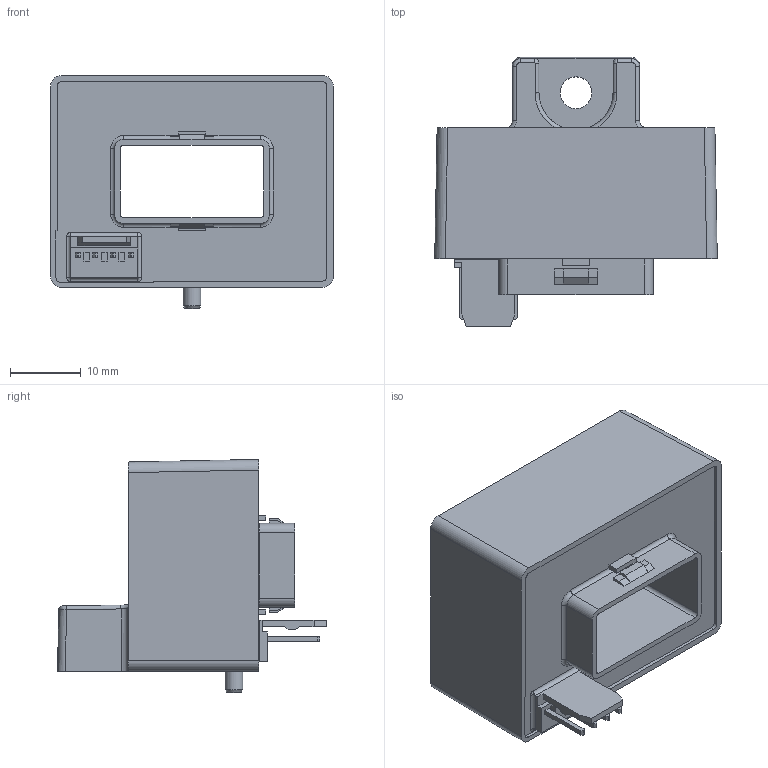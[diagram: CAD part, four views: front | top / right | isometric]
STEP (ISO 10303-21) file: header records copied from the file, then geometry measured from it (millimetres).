
FILE_DESCRIPTION(/* description */ ('Unknown'),/* implementation_level */ '2;1');
FILE_NAME(/* name */ 'LA37S600S05KM',/* time_stamp */ '2025-01-09T10:44:22+02:00',/* author */ ('Unknown'),/* organization */ ('Unknown'),/* preprocessor_version */ 'ST-DEVELOPER v18.102',/* originating_system */ 'Solid Edge',/* authorisation */ 'Unknown');
FILE_SCHEMA (('AUTOMOTIVE_DESIGN {1 0 10303 214 3 1 1}'));
Length unit declared in the file: millimetre
Products named in the file (1): LA37S600S05KM
Bounding box: 40 x 38.1 x 33 mm (x, y, z)
Volume: 18998.9 mm3; surface area: 7523.1 mm2
Topology: 1 solids, 1 shells, 219 faces, 575 edges, 370 vertices
Faces by surface type: plane 143, cylinder 59, bspline 8, torus 8, cone 1
Full cylindrical faces by diameter (mm): 2.535 x1, 4.5 x1
Entity records: 8298 total; most frequent: CARTESIAN_POINT 1284, ORIENTED_EDGE 1134, DIRECTION 1127, EDGE_CURVE 567, LINE 421, VECTOR 421, VERTEX_POINT 369, AXIS2_PLACEMENT_3D 353
